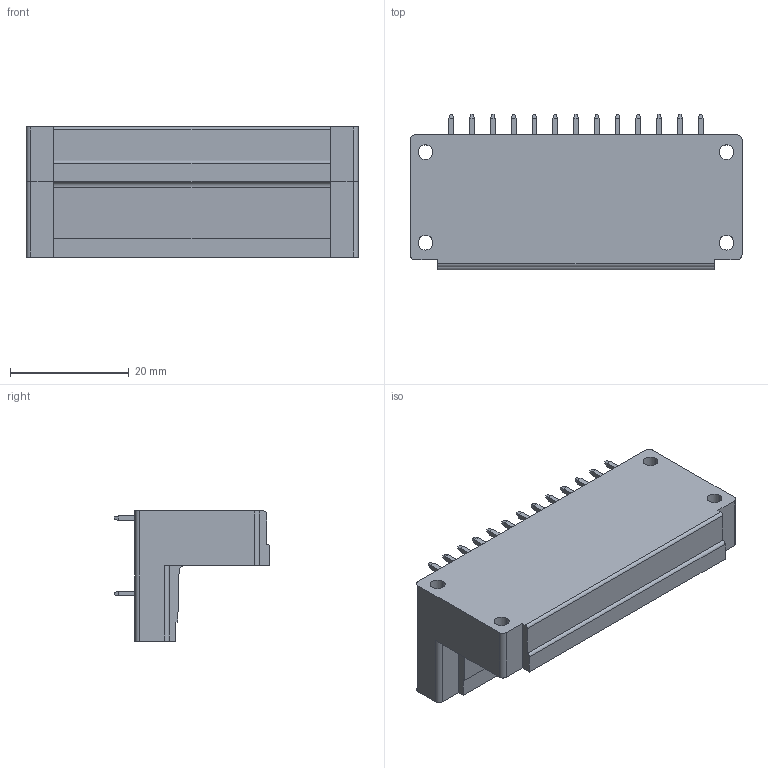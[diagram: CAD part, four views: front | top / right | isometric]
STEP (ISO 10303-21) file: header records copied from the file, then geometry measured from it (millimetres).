
FILE_DESCRIPTION((''),'2;1');
FILE_NAME('TLPHDW-005R-XXP','2024-09-24T09:33:46',('sheji109'),(''),'CREO PARAMETRIC BY PTC INC, 2018100','CREO PARAMETRIC BY PTC INC, 2018100','');
FILE_SCHEMA(('CONFIG_CONTROL_DESIGN'));
Products named in the file (1): TLPHDW-005R-XXP
Bounding box: 55.9 x 26.2 x 21.9 mm (x, y, z)
Volume: 13188.4 mm3; surface area: 11144 mm2
Topology: 1 solids, 1 shells, 1986 faces, 5354 edges, 3474 vertices
Faces by surface type: plane 1397, cylinder 407, cone 130, torus 52
Entity records: 61866 total; most frequent: CARTESIAN_POINT 11620, ORIENTED_EDGE 10708, DIRECTION 10062, EDGE_CURVE 5354, VECTOR 4098, LINE 4098, VERTEX_POINT 3474, AXIS2_PLACEMENT_3D 2982
